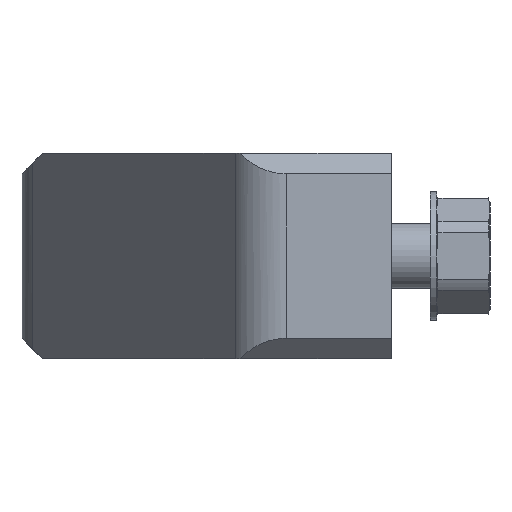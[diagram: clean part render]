
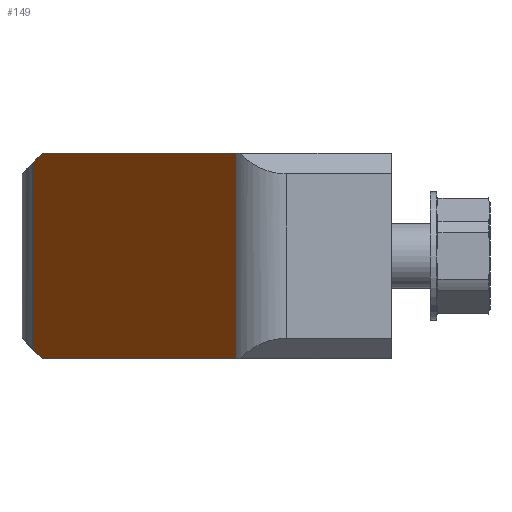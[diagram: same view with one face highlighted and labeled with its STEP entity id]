
A CAD part, left-side view. The second image highlights one B-rep face of the part: STEP entity #149.
In plain terms, the highlighted planar face has unit normal (-0.557, 0.83, 0).
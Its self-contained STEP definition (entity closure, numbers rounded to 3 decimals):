
#149 = ADVANCED_FACE( '', ( #402 ), #403, .T. );
#402 = FACE_OUTER_BOUND( '', #764, .T. );
#403 = PLANE( '', #765 );
#764 = EDGE_LOOP( '', ( #1142, #1143, #1144, #1145, #1146, #1147, #1148, #1149, #1150, #1151 ) );
#765 = AXIS2_PLACEMENT_3D( '', #1152, #1153, #1154 );
#1142 = ORIENTED_EDGE( '', *, *, #2159, .F. );
#1143 = ORIENTED_EDGE( '', *, *, #2160, .T. );
#1144 = ORIENTED_EDGE( '', *, *, #2161, .T. );
#1145 = ORIENTED_EDGE( '', *, *, #2162, .T. );
#1146 = ORIENTED_EDGE( '', *, *, #2163, .T. );
#1147 = ORIENTED_EDGE( '', *, *, #2164, .T. );
#1148 = ORIENTED_EDGE( '', *, *, #2165, .T. );
#1149 = ORIENTED_EDGE( '', *, *, #2166, .T. );
#1150 = ORIENTED_EDGE( '', *, *, #2167, .F. );
#1151 = ORIENTED_EDGE( '', *, *, #2168, .F. );
#1152 = CARTESIAN_POINT( '', ( 3.32, 19.019, 140. ) );
#1153 = DIRECTION( '', ( -0.557, 0.83, 0. ) );
#1154 = DIRECTION( '', ( -0.83, -0.557, 0. ) );
#2159 = EDGE_CURVE( '', #2578, #2579, #2580, .T. );
#2160 = EDGE_CURVE( '', #2578, #2581, #2582, .T. );
#2161 = EDGE_CURVE( '', #2581, #2583, #2584, .T. );
#2162 = EDGE_CURVE( '', #2583, #2585, #2586, .T. );
#2163 = EDGE_CURVE( '', #2585, #2587, #2588, .T. );
#2164 = EDGE_CURVE( '', #2587, #2589, #2590, .T. );
#2165 = EDGE_CURVE( '', #2589, #2591, #2592, .T. );
#2166 = EDGE_CURVE( '', #2591, #2593, #2594, .T. );
#2167 = EDGE_CURVE( '', #2595, #2593, #2596, .T. );
#2168 = EDGE_CURVE( '', #2579, #2595, #2597, .T. );
#2578 = VERTEX_POINT( '', #3180 );
#2579 = VERTEX_POINT( '', #3181 );
#2580 = LINE( '', #3182, #3183 );
#2581 = VERTEX_POINT( '', #3184 );
#2582 = LINE( '', #3185, #3186 );
#2583 = VERTEX_POINT( '', #3187 );
#2584 = LINE( '', #3188, #3189 );
#2585 = VERTEX_POINT( '', #3190 );
#2586 = LINE( '', #3191, #3192 );
#2587 = VERTEX_POINT( '', #3193 );
#2588 = LINE( '', #3194, #3195 );
#2589 = VERTEX_POINT( '', #3196 );
#2590 = LINE( '', #3197, #3198 );
#2591 = VERTEX_POINT( '', #3199 );
#2592 = LINE( '', #3200, #3201 );
#2593 = VERTEX_POINT( '', #3202 );
#2594 = LINE( '', #3203, #3204 );
#2595 = VERTEX_POINT( '', #3205 );
#2596 = LINE( '', #3206, #3207 );
#2597 = LINE( '', #3208, #3209 );
#3180 = CARTESIAN_POINT( '', ( 24.151, 33., 12.501 ) );
#3181 = CARTESIAN_POINT( '', ( 3.32, 19.019, 12.501 ) );
#3182 = CARTESIAN_POINT( '', ( 37.613, 42.035, 12.501 ) );
#3183 = VECTOR( '', #4115, 1000. );
#3184 = CARTESIAN_POINT( '', ( 24.151, 33., 12.499 ) );
#3185 = CARTESIAN_POINT( '', ( 24.151, 33., 140. ) );
#3186 = VECTOR( '', #4116, 1000. );
#3187 = CARTESIAN_POINT( '', ( 38.304, 42.499, 12.499 ) );
#3188 = CARTESIAN_POINT( '', ( 3.32, 19.019, 12.499 ) );
#3189 = VECTOR( '', #4117, 1000. );
#3190 = CARTESIAN_POINT( '', ( 40.104, 43.707, 11.291 ) );
#3191 = CARTESIAN_POINT( '', ( -33.407, -5.632, 60.63 ) );
#3192 = VECTOR( '', #4118, 1000. );
#3193 = CARTESIAN_POINT( '', ( 40.104, 43.707, -11.291 ) );
#3194 = CARTESIAN_POINT( '', ( 40.104, 43.707, 140. ) );
#3195 = VECTOR( '', #4119, 1000. );
#3196 = CARTESIAN_POINT( '', ( 38.304, 42.499, -12.499 ) );
#3197 = CARTESIAN_POINT( '', ( 65.454, 60.722, 5.724 ) );
#3198 = VECTOR( '', #4120, 1000. );
#3199 = CARTESIAN_POINT( '', ( 24.151, 33., -12.499 ) );
#3200 = CARTESIAN_POINT( '', ( 3.32, 19.019, -12.499 ) );
#3201 = VECTOR( '', #4121, 1000. );
#3202 = CARTESIAN_POINT( '', ( 24.151, 33., -12.501 ) );
#3203 = CARTESIAN_POINT( '', ( 24.151, 33., 140. ) );
#3204 = VECTOR( '', #4122, 1000. );
#3205 = CARTESIAN_POINT( '', ( 3.32, 19.019, -12.501 ) );
#3206 = CARTESIAN_POINT( '', ( 48.257, 49.179, -12.501 ) );
#3207 = VECTOR( '', #4123, 1000. );
#3208 = CARTESIAN_POINT( '', ( 3.32, 19.019, 140. ) );
#3209 = VECTOR( '', #4124, 1000. );
#4115 = DIRECTION( '', ( -0.83, -0.557, 0. ) );
#4116 = DIRECTION( '', ( 0., 0., -1. ) );
#4117 = DIRECTION( '', ( 0.83, 0.557, 0. ) );
#4118 = DIRECTION( '', ( 0.725, 0.487, -0.487 ) );
#4119 = DIRECTION( '', ( 0., 0., -1. ) );
#4120 = DIRECTION( '', ( -0.725, -0.487, -0.487 ) );
#4121 = DIRECTION( '', ( -0.83, -0.557, 0. ) );
#4122 = DIRECTION( '', ( 0., 0., -1. ) );
#4123 = DIRECTION( '', ( 0.83, 0.557, 0. ) );
#4124 = DIRECTION( '', ( 0., 0., -1. ) );
